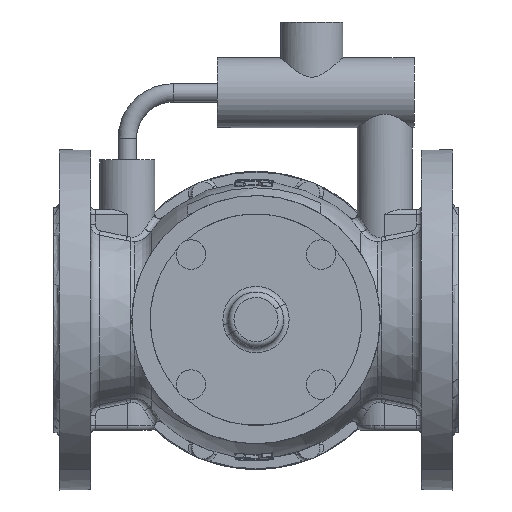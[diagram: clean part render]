
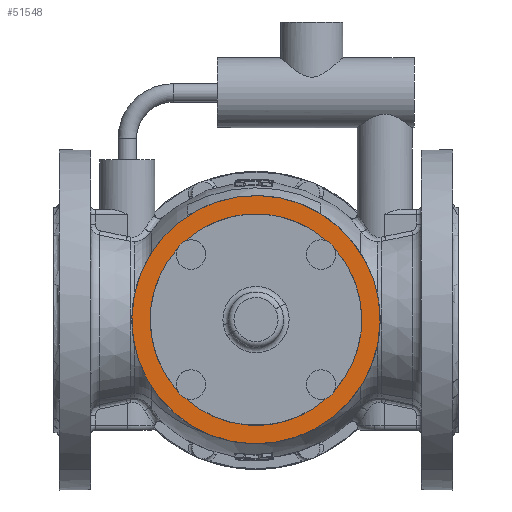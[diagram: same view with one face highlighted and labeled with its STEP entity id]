
A CAD part, top view. The second image highlights one B-rep face of the part: STEP entity #51548.
In plain terms, the highlighted planar face has unit normal (0, 0, 1).
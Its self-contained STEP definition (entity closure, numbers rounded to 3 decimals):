
#50225=AXIS2_PLACEMENT_3D('Circle Axis2P3D',#50223,#50224,$) ;
#50256=AXIS2_PLACEMENT_3D('Circle Axis2P3D',#50254,#50255,$) ;
#51412=AXIS2_PLACEMENT_3D('Plane Axis2P3D',#51409,#51410,#51411) ;
#51441=AXIS2_PLACEMENT_3D('Circle Axis2P3D',#51439,#51440,$) ;
#51474=AXIS2_PLACEMENT_3D('Circle Axis2P3D',#51472,#51473,$) ;
#51500=AXIS2_PLACEMENT_3D('Circle Axis2P3D',#51498,#51499,$) ;
#51533=AXIS2_PLACEMENT_3D('Circle Axis2P3D',#51531,#51532,$) ;
#50223=CARTESIAN_POINT('Axis2P3D Location',(0.,0.,95.)) ;
#50227=CARTESIAN_POINT('Vertex',(-32.361,59.237,95.)) ;
#50229=CARTESIAN_POINT('Vertex',(32.361,-59.237,95.)) ;
#50254=CARTESIAN_POINT('Axis2P3D Location',(0.,0.,95.)) ;
#51409=CARTESIAN_POINT('Axis2P3D Location',(0.,0.,95.)) ;
#51419=CARTESIAN_POINT('Control Point',(-38.494,-42.714,95.)) ;
#51420=CARTESIAN_POINT('Control Point',(-37.512,-43.599,95.)) ;
#51421=CARTESIAN_POINT('Control Point',(-36.505,-44.455,95.)) ;
#51422=CARTESIAN_POINT('Control Point',(-35.473,-45.283,95.)) ;
#51423=CARTESIAN_POINT('Control Point',(-30.268,-49.217,95.)) ;
#51424=CARTESIAN_POINT('Control Point',(-24.527,-52.398,95.)) ;
#51425=CARTESIAN_POINT('Control Point',(-19.68,-54.405,95.)) ;
#51426=CARTESIAN_POINT('Control Point',(-9.617,-57.286,95.)) ;
#51427=CARTESIAN_POINT('Control Point',(0.836,-57.849,95.)) ;
#51428=CARTESIAN_POINT('Control Point',(6.073,-57.535,95.)) ;
#51429=CARTESIAN_POINT('Control Point',(16.33,-55.739,95.)) ;
#51430=CARTESIAN_POINT('Control Point',(25.931,-51.71,95.)) ;
#51431=CARTESIAN_POINT('Control Point',(30.462,-49.177,95.)) ;
#51432=CARTESIAN_POINT('Control Point',(34.67,-46.16,95.)) ;
#51433=CARTESIAN_POINT('Control Point',(38.494,-42.714,95.)) ;
#51434=CARTESIAN_POINT('Vertex',(-38.494,-42.714,95.)) ;
#51436=CARTESIAN_POINT('Vertex',(38.494,-42.714,95.)) ;
#51439=CARTESIAN_POINT('Axis2P3D Location',(-35.355,-35.355,95.)) ;
#51443=CARTESIAN_POINT('Vertex',(-42.714,-38.493,95.)) ;
#51447=CARTESIAN_POINT('Control Point',(-50.461,-27.567,95.)) ;
#51448=CARTESIAN_POINT('Control Point',(-49.174,-29.923,95.)) ;
#51449=CARTESIAN_POINT('Control Point',(-47.749,-32.204,95.)) ;
#51450=CARTESIAN_POINT('Control Point',(-46.193,-34.399,95.)) ;
#51451=CARTESIAN_POINT('Control Point',(-44.512,-36.499,95.)) ;
#51452=CARTESIAN_POINT('Control Point',(-42.714,-38.493,95.)) ;
#51453=CARTESIAN_POINT('Vertex',(-50.461,-27.567,95.)) ;
#51457=CARTESIAN_POINT('Control Point',(-42.714,38.494,95.)) ;
#51458=CARTESIAN_POINT('Control Point',(-45.432,35.477,95.)) ;
#51459=CARTESIAN_POINT('Control Point',(-47.884,32.221,95.)) ;
#51460=CARTESIAN_POINT('Control Point',(-50.042,28.756,95.)) ;
#51461=CARTESIAN_POINT('Control Point',(-54.239,20.461,95.)) ;
#51462=CARTESIAN_POINT('Control Point',(-56.706,11.473,95.)) ;
#51463=CARTESIAN_POINT('Control Point',(-57.512,6.289,95.)) ;
#51464=CARTESIAN_POINT('Control Point',(-57.927,-3.891,95.)) ;
#51465=CARTESIAN_POINT('Control Point',(-56.119,-13.912,95.)) ;
#51466=CARTESIAN_POINT('Control Point',(-54.72,-18.672,95.)) ;
#51467=CARTESIAN_POINT('Control Point',(-52.822,-23.246,95.)) ;
#51468=CARTESIAN_POINT('Control Point',(-50.461,-27.567,95.)) ;
#51469=CARTESIAN_POINT('Vertex',(-42.714,38.494,95.)) ;
#51472=CARTESIAN_POINT('Axis2P3D Location',(-35.355,35.355,95.)) ;
#51476=CARTESIAN_POINT('Vertex',(-38.494,42.714,95.)) ;
#51480=CARTESIAN_POINT('Control Point',(38.494,42.714,95.)) ;
#51481=CARTESIAN_POINT('Control Point',(37.512,43.599,95.)) ;
#51482=CARTESIAN_POINT('Control Point',(36.505,44.455,95.)) ;
#51483=CARTESIAN_POINT('Control Point',(35.473,45.283,95.)) ;
#51484=CARTESIAN_POINT('Control Point',(30.268,49.217,95.)) ;
#51485=CARTESIAN_POINT('Control Point',(24.527,52.398,95.)) ;
#51486=CARTESIAN_POINT('Control Point',(19.68,54.405,95.)) ;
#51487=CARTESIAN_POINT('Control Point',(9.617,57.286,95.)) ;
#51488=CARTESIAN_POINT('Control Point',(-0.836,57.849,95.)) ;
#51489=CARTESIAN_POINT('Control Point',(-6.073,57.535,95.)) ;
#51490=CARTESIAN_POINT('Control Point',(-16.33,55.739,95.)) ;
#51491=CARTESIAN_POINT('Control Point',(-25.931,51.71,95.)) ;
#51492=CARTESIAN_POINT('Control Point',(-30.462,49.177,95.)) ;
#51493=CARTESIAN_POINT('Control Point',(-34.67,46.16,95.)) ;
#51494=CARTESIAN_POINT('Control Point',(-38.494,42.714,95.)) ;
#51495=CARTESIAN_POINT('Vertex',(38.494,42.714,95.)) ;
#51498=CARTESIAN_POINT('Axis2P3D Location',(35.355,35.355,95.)) ;
#51502=CARTESIAN_POINT('Vertex',(42.714,38.493,95.)) ;
#51506=CARTESIAN_POINT('Control Point',(50.461,27.567,95.)) ;
#51507=CARTESIAN_POINT('Control Point',(49.174,29.923,95.)) ;
#51508=CARTESIAN_POINT('Control Point',(47.749,32.204,95.)) ;
#51509=CARTESIAN_POINT('Control Point',(46.193,34.399,95.)) ;
#51510=CARTESIAN_POINT('Control Point',(44.512,36.499,95.)) ;
#51511=CARTESIAN_POINT('Control Point',(42.714,38.493,95.)) ;
#51512=CARTESIAN_POINT('Vertex',(50.461,27.567,95.)) ;
#51516=CARTESIAN_POINT('Control Point',(42.714,-38.494,95.)) ;
#51517=CARTESIAN_POINT('Control Point',(45.432,-35.477,95.)) ;
#51518=CARTESIAN_POINT('Control Point',(47.884,-32.221,95.)) ;
#51519=CARTESIAN_POINT('Control Point',(50.042,-28.756,95.)) ;
#51520=CARTESIAN_POINT('Control Point',(54.239,-20.461,95.)) ;
#51521=CARTESIAN_POINT('Control Point',(56.706,-11.473,95.)) ;
#51522=CARTESIAN_POINT('Control Point',(57.512,-6.289,95.)) ;
#51523=CARTESIAN_POINT('Control Point',(57.927,3.891,95.)) ;
#51524=CARTESIAN_POINT('Control Point',(56.119,13.912,95.)) ;
#51525=CARTESIAN_POINT('Control Point',(54.72,18.672,95.)) ;
#51526=CARTESIAN_POINT('Control Point',(52.822,23.246,95.)) ;
#51527=CARTESIAN_POINT('Control Point',(50.461,27.567,95.)) ;
#51528=CARTESIAN_POINT('Vertex',(42.714,-38.494,95.)) ;
#51531=CARTESIAN_POINT('Axis2P3D Location',(35.355,-35.355,95.)) ;
#50224=DIRECTION('Axis2P3D Direction',(0.,0.,1.)) ;
#50255=DIRECTION('Axis2P3D Direction',(0.,0.,1.)) ;
#51410=DIRECTION('Axis2P3D Direction',(0.,0.,1.)) ;
#51411=DIRECTION('Axis2P3D XDirection',(1.,0.,0.)) ;
#51440=DIRECTION('Axis2P3D Direction',(0.,0.,1.)) ;
#51473=DIRECTION('Axis2P3D Direction',(0.,0.,1.)) ;
#51499=DIRECTION('Axis2P3D Direction',(0.,0.,1.)) ;
#51532=DIRECTION('Axis2P3D Direction',(0.,0.,1.)) ;
#51415=ORIENTED_EDGE('',*,*,#50258,.T.) ;
#51416=ORIENTED_EDGE('',*,*,#50231,.T.) ;
#51537=ORIENTED_EDGE('',*,*,#51438,.F.) ;
#51538=ORIENTED_EDGE('',*,*,#51445,.F.) ;
#51539=ORIENTED_EDGE('',*,*,#51455,.F.) ;
#51540=ORIENTED_EDGE('',*,*,#51471,.F.) ;
#51541=ORIENTED_EDGE('',*,*,#51478,.F.) ;
#51542=ORIENTED_EDGE('',*,*,#51497,.F.) ;
#51543=ORIENTED_EDGE('',*,*,#51504,.F.) ;
#51544=ORIENTED_EDGE('',*,*,#51514,.F.) ;
#51545=ORIENTED_EDGE('',*,*,#51530,.F.) ;
#51546=ORIENTED_EDGE('',*,*,#51535,.F.) ;
#51547=FACE_BOUND('',#51536,.T.) ;
#51548=ADVANCED_FACE('Brep With Voids',(#51417,#51547),#51413,.T.) ;
#51418=B_SPLINE_CURVE_WITH_KNOTS('',5,(#51419,#51420,#51421,#51422,#51423,#51424,#51425,#51426,#51427,#51428,#51429,#51430,#51431,#51432,#51433),.UNSPECIFIED.,.F.,.U.,(6,3,3,3,6),(27.487,36.852,73.703,110.555,147.025),.UNSPECIFIED.) ;
#51446=B_SPLINE_CURVE_WITH_KNOTS('',5,(#51447,#51448,#51449,#51450,#51451,#51452),.UNSPECIFIED.,.F.,.U.,(6,6),(0.,19.025),.UNSPECIFIED.) ;
#51456=B_SPLINE_CURVE_WITH_KNOTS('',5,(#51457,#51458,#51459,#51460,#51461,#51462,#51463,#51464,#51465,#51466,#51467,#51468),.UNSPECIFIED.,.F.,.U.,(6,3,3,6),(155.487,184.258,221.11,255.999),.UNSPECIFIED.) ;
#51479=B_SPLINE_CURVE_WITH_KNOTS('',5,(#51480,#51481,#51482,#51483,#51484,#51485,#51486,#51487,#51488,#51489,#51490,#51491,#51492,#51493,#51494),.UNSPECIFIED.,.F.,.U.,(6,3,3,3,6),(27.487,36.852,73.703,110.555,147.025),.UNSPECIFIED.) ;
#51505=B_SPLINE_CURVE_WITH_KNOTS('',5,(#51506,#51507,#51508,#51509,#51510,#51511),.UNSPECIFIED.,.F.,.U.,(6,6),(0.,19.025),.UNSPECIFIED.) ;
#51515=B_SPLINE_CURVE_WITH_KNOTS('',5,(#51516,#51517,#51518,#51519,#51520,#51521,#51522,#51523,#51524,#51525,#51526,#51527),.UNSPECIFIED.,.F.,.U.,(6,3,3,6),(155.487,184.258,221.11,255.999),.UNSPECIFIED.) ;
#50226=CIRCLE('generated circle',#50225,67.5) ;
#50257=CIRCLE('generated circle',#50256,67.5) ;
#51442=CIRCLE('generated circle',#51441,8.) ;
#51475=CIRCLE('generated circle',#51474,8.) ;
#51501=CIRCLE('generated circle',#51500,8.) ;
#51534=CIRCLE('generated circle',#51533,8.) ;
#50231=EDGE_CURVE('',#50228,#50230,#50226,.T.) ;
#50258=EDGE_CURVE('',#50230,#50228,#50257,.T.) ;
#51438=EDGE_CURVE('',#51435,#51437,#51418,.T.) ;
#51445=EDGE_CURVE('',#51444,#51435,#51442,.T.) ;
#51455=EDGE_CURVE('',#51454,#51444,#51446,.T.) ;
#51471=EDGE_CURVE('',#51470,#51454,#51456,.T.) ;
#51478=EDGE_CURVE('',#51477,#51470,#51475,.T.) ;
#51497=EDGE_CURVE('',#51496,#51477,#51479,.T.) ;
#51504=EDGE_CURVE('',#51503,#51496,#51501,.T.) ;
#51514=EDGE_CURVE('',#51513,#51503,#51505,.T.) ;
#51530=EDGE_CURVE('',#51529,#51513,#51515,.T.) ;
#51535=EDGE_CURVE('',#51437,#51529,#51534,.T.) ;
#51414=EDGE_LOOP('',(#51415,#51416)) ;
#51536=EDGE_LOOP('',(#51537,#51538,#51539,#51540,#51541,#51542,#51543,#51544,#51545,#51546)) ;
#51417=FACE_OUTER_BOUND('',#51414,.T.) ;
#51413=PLANE('Plane',#51412) ;
#50228=VERTEX_POINT('',#50227) ;
#50230=VERTEX_POINT('',#50229) ;
#51435=VERTEX_POINT('',#51434) ;
#51437=VERTEX_POINT('',#51436) ;
#51444=VERTEX_POINT('',#51443) ;
#51454=VERTEX_POINT('',#51453) ;
#51470=VERTEX_POINT('',#51469) ;
#51477=VERTEX_POINT('',#51476) ;
#51496=VERTEX_POINT('',#51495) ;
#51503=VERTEX_POINT('',#51502) ;
#51513=VERTEX_POINT('',#51512) ;
#51529=VERTEX_POINT('',#51528) ;
